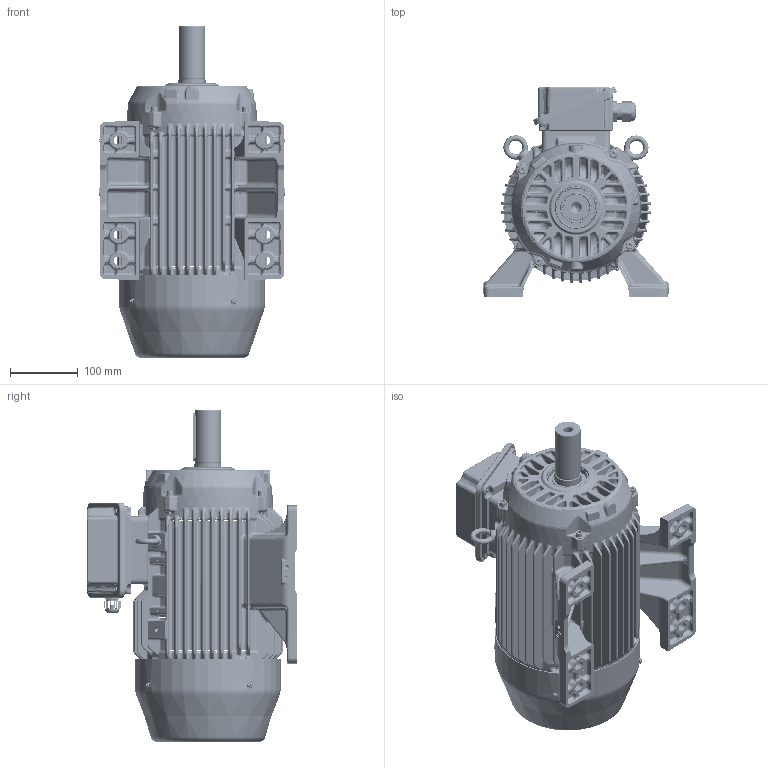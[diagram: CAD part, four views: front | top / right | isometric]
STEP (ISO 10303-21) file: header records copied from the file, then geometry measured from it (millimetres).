
FILE_DESCRIPTION(/* description */ (''),/* implementation_level */ '2;1');
FILE_NAME(/* name */ '6521649xx.stp',/* time_stamp */ '2020-12-02T17:06:57+03:00',/* author */ (''),/* organization */ (''),/* preprocessor_version */ 'ST-DEVELOPER v16',/* originating_system */ 'SIEMENS PLM Software NX 11.0',/* authorisation */ '');
FILE_SCHEMA (('AUTOMOTIVE_DESIGN { 1 0 10303 214 3 1 1 1 }'));
Length unit declared in the file: millimetre
Products named in the file (1): 260021E4F5C7p84o
Bounding box: 275 x 311.13 x 491 mm (x, y, z)
Surface area: 864125.9 mm2 (no closed solid volume)
Topology: 0 solids, 167 shells, 5593 faces, 17108 edges, 11088 vertices
Faces by surface type: bspline 2162, cylinder 1534, plane 1060, cone 340, torus 329, sphere 165, extrusion 3
Full cylindrical faces by diameter (mm): 2.5 x2, 5 x10, 6 x1, 6.3 x1, 6.8 x2, 8 x5, 8.65 x4, 10 x6, 10.2 x1, 11.3 x1, 12 x4, 13 x1, 17.2 x2, 20 x2, 21 x1, 24.5 x1, 25.25 x2, 27.7 x2, 37.4 x1, 38 x1, 40 x1, 58.4 x1, 58.6 x1, 61 x1, 212 x1, 215 x1
Entity records: 253138 total; most frequent: CARTESIAN_POINT 117368, ORIENTED_EDGE 27648, DIRECTION 25048, EDGE_CURVE 16657, VERTEX_POINT 11044, AXIS2_PLACEMENT_3D 10047, EDGE_LOOP 6026, CIRCLE 5747
